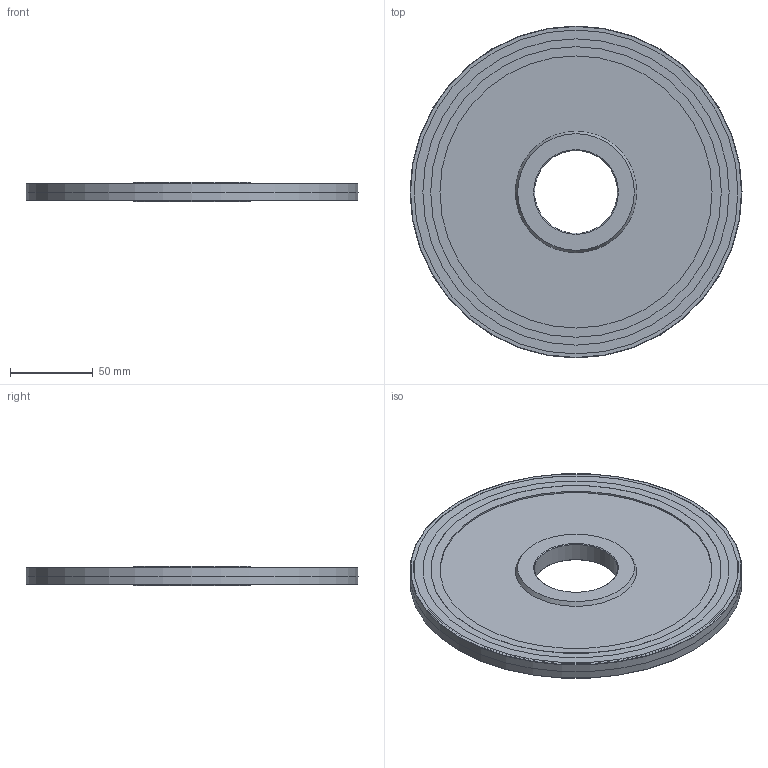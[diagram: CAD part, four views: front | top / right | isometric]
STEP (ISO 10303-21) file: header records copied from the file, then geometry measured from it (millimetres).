
FILE_DESCRIPTION(/* description */ (''),/* implementation_level */ '2;1');
FILE_NAME(/* name */ '200J18N_S90SN12N10_SIM.stp',/* time_stamp */ '2020-01-14T13:09:54+01:00',/* author */ (''),/* organization */ (''),/* preprocessor_version */ 'ST-DEVELOPER v16.7',/* originating_system */ 'SIEMENS PLM Software NX 12.0',/* authorisation */ '');
FILE_SCHEMA (('AUTOMOTIVE_DESIGN { 1 0 10303 214 3 1 1 1 }'));
Length unit declared in the file: millimetre
Products named in the file (1): pp07299419D035j7
Bounding box: 200.07 x 200.07 x 12 mm (x, y, z)
Volume: 299747.4 mm3; surface area: 92029.9 mm2
Topology: 2 solids, 2 shells, 36 faces, 66 edges, 36 vertices
Faces by surface type: revolution 18, cone 8, plane 6, cylinder 4
Full cylindrical faces by diameter (mm): 50 x1, 164 x2, 196.6 x1
Entity records: 881 total; most frequent: CARTESIAN_POINT 219, DIRECTION 128, FACE_BOUND 72, EDGE_LOOP 72, ORIENTED_EDGE 72, AXIS2_PLACEMENT_3D 55, ADVANCED_FACE 36, VERTEX_POINT 36
